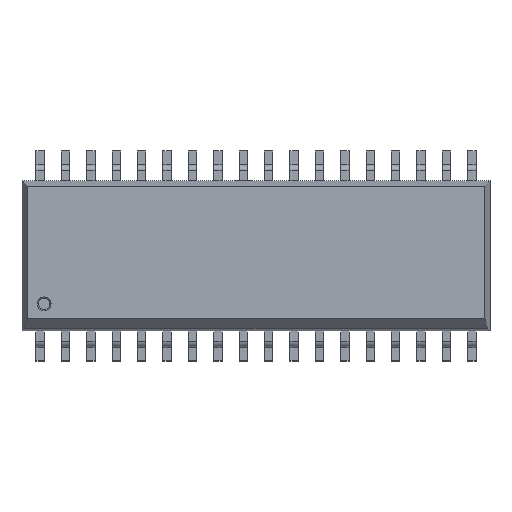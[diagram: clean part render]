
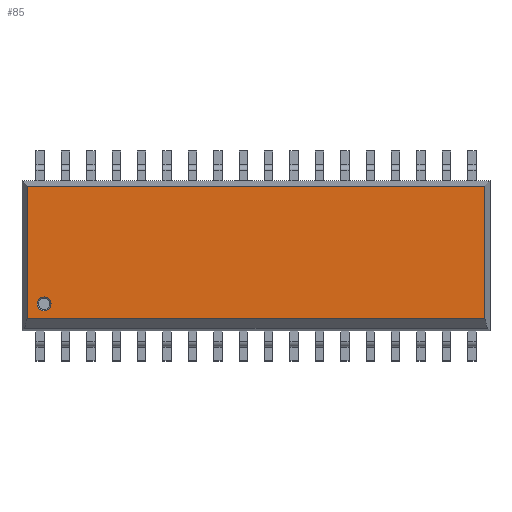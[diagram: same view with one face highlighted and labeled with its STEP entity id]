
A CAD part, top view. The second image highlights one B-rep face of the part: STEP entity #85.
In plain terms, the highlighted planar face has unit normal (0, 0, 1).
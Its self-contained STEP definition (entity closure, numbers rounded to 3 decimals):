
#85=ADVANCED_FACE('',(#4444,#4446),#4448,.T.);
#4444=FACE_BOUND('',#4445,.T.);
#4445=EDGE_LOOP('',(#7908,#7909,#7910,#7911));
#4446=FACE_BOUND('',#4447,.T.);
#4447=EDGE_LOOP('',(#7912));
#4448=PLANE('',#4449);
#4449=AXIS2_PLACEMENT_3D('',#4450,#4451,#4452);
#4450=CARTESIAN_POINT('',(0.635,-3.75,2.5));
#4451=DIRECTION('',(0.,-0.,1.));
#4452=DIRECTION('',(0.,1.,0.));
#7908=ORIENTED_EDGE('',*,*,#10564,.T.);
#7909=ORIENTED_EDGE('',*,*,#10561,.T.);
#7910=ORIENTED_EDGE('',*,*,#10565,.T.);
#7911=ORIENTED_EDGE('',*,*,#10553,.F.);
#7912=ORIENTED_EDGE('',*,*,#10566,.T.);
#10553=EDGE_CURVE('',#11882,#11884,#11885,.T.);
#10561=EDGE_CURVE('',#11891,#11898,#11900,.T.);
#10564=EDGE_CURVE('',#11882,#11891,#11903,.F.);
#10565=EDGE_CURVE('',#11898,#11884,#11904,.T.);
#10566=EDGE_CURVE('',#11905,#11905,#11906,.F.);
#11882=VERTEX_POINT('',#14095);
#11884=VERTEX_POINT('',#14099);
#11885=LINE('',#14100,#14101);
#11891=VERTEX_POINT('',#14114);
#11898=VERTEX_POINT('',#14127);
#11900=LINE('',#14131,#14132);
#11903=LINE('',#14140,#14141);
#11904=LINE('',#14143,#14144);
#11905=VERTEX_POINT('',#14146);
#11906=CIRCLE('',#14147,0.35);
#14095=CARTESIAN_POINT('',(-0.642,-3.125,2.5));
#14099=CARTESIAN_POINT('',(-0.642,3.488,2.5));
#14100=CARTESIAN_POINT('',(-0.642,-3.125,2.5));
#14101=VECTOR('',#14102,1.);
#14102=DIRECTION('',(0.,1.,0.));
#14114=CARTESIAN_POINT('',(22.233,-3.125,2.5));
#14127=CARTESIAN_POINT('',(22.233,3.488,2.5));
#14131=CARTESIAN_POINT('',(22.233,-3.125,2.5));
#14132=VECTOR('',#14133,1.);
#14133=DIRECTION('',(0.,1.,0.));
#14140=CARTESIAN_POINT('',(22.233,-3.125,2.5));
#14141=VECTOR('',#14142,1.);
#14142=DIRECTION('',(-1.,0.,0.));
#14143=CARTESIAN_POINT('',(22.233,3.488,2.5));
#14144=VECTOR('',#14145,1.);
#14145=DIRECTION('',(-1.,0.,0.));
#14146=CARTESIAN_POINT('',(0.55,-2.4,2.5));
#14147=AXIS2_PLACEMENT_3D('',#14148,#14149,#14150);
#14148=CARTESIAN_POINT('',(0.2,-2.4,2.5));
#14149=DIRECTION('',(0.,-0.,1.));
#14150=DIRECTION('',(1.,0.,0.));
